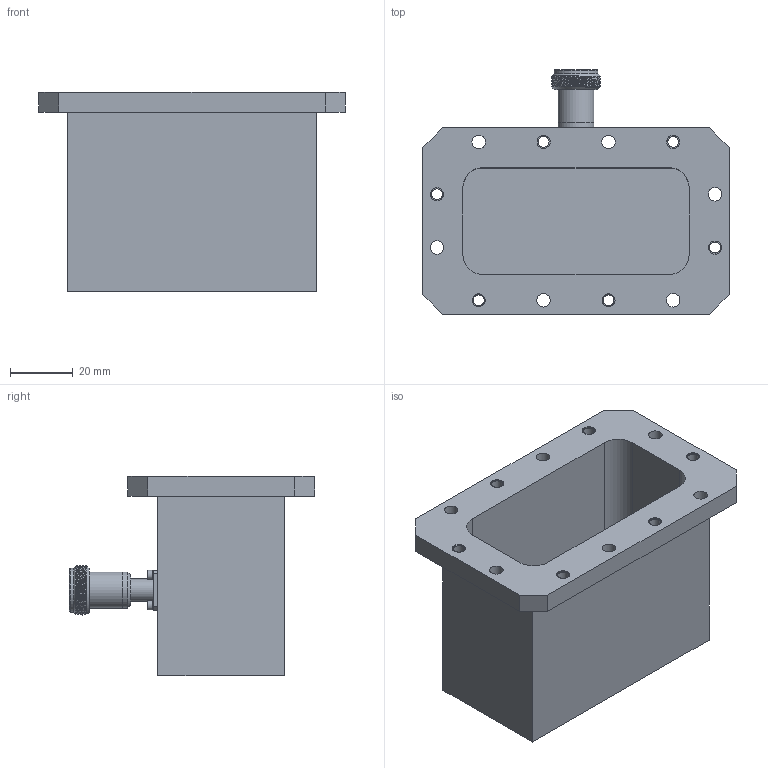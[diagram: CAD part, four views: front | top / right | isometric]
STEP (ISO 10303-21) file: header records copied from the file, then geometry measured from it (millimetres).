
FILE_DESCRIPTION (( 'STEP AP203' ), '1' );
FILE_NAME ('FMWCA9824_3D.step', '2022-03-15T16:50:44', ( '' ), ( '' ), 'SwSTEP 2.0', 'SolidWorks 2021', '' );
FILE_SCHEMA (( 'CONFIG_CONTROL_DESIGN' ));
Length unit declared in the file: inch
Products named in the file (1): FMWCA9824_3D
Bounding box: 97.71 x 78.13 x 63.5 mm (x, y, z)
Volume: 74006.3 mm3; surface area: 41847.7 mm2
Topology: 1 solids, 1 shells, 169 faces, 390 edges, 245 vertices
Faces by surface type: plane 88, cone 42, cylinder 36, bspline 3
Full cylindrical faces by diameter (mm): 1.524 x1, 2.54 x1, 2.997 x4, 3.454 x6, 4.166 x6, 4.305 x6, 7.112 x1, 7.366 x1, 8.382 x1, 11.431 x2, 13.971 x2
Entity records: 5750 total; most frequent: CARTESIAN_POINT 2121, DIRECTION 738, ORIENTED_EDGE 644, EDGE_CURVE 322, AXIS2_PLACEMENT_3D 291, EDGE_LOOP 260, VERTEX_POINT 222, FACE_OUTER_BOUND 200
